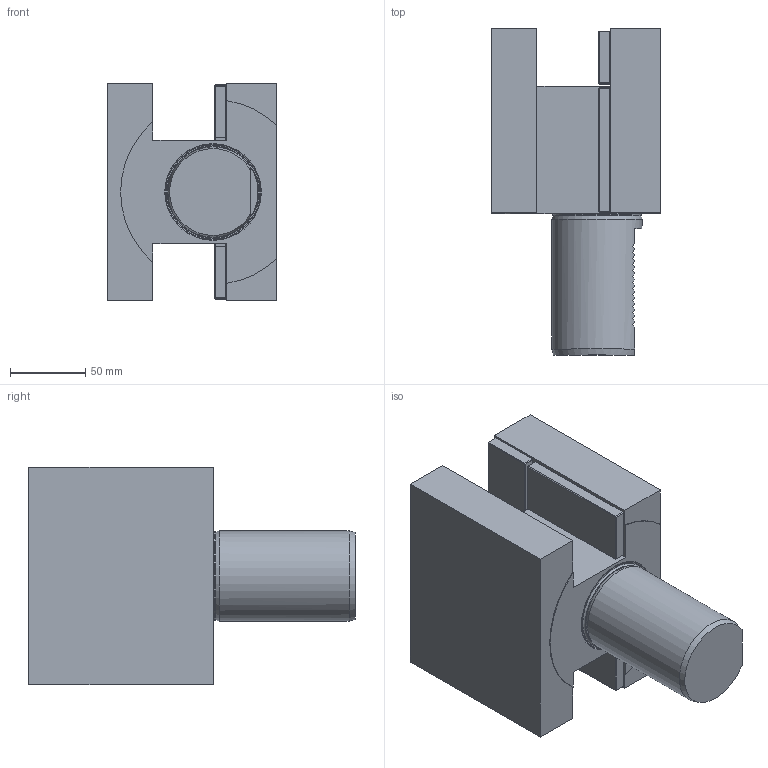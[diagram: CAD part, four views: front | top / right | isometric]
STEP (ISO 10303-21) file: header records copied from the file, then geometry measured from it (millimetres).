
FILE_DESCRIPTION (( 'STEP AP214' ), '1' );
FILE_NAME ('D160X40.STEP', '2025-06-30T09:50:40', ( '' ), ( '' ), 'SwSTEP 2.0', 'SolidWorks 2023', '' );
FILE_SCHEMA (( 'AUTOMOTIVE_DESIGN' ));
Length unit declared in the file: millimetre
Products named in the file (1): D160X40
Bounding box: 113 x 217 x 145 mm (x, y, z)
Volume: 1767160.7 mm3; surface area: 134053.9 mm2
Topology: 1 solids, 1 shells, 367 faces, 922 edges, 589 vertices
Faces by surface type: plane 277, cylinder 45, bspline 39, cone 3, torus 3
Full cylindrical faces by diameter (mm): 1.7 x1, 2.1 x1, 6.366 x1, 58.7 x1, 60 x1
Entity records: 15560 total; most frequent: CARTESIAN_POINT 5132, ORIENTED_EDGE 1822, DIRECTION 1474, EDGE_CURVE 911, VECTOR 678, LINE 678, VERTEX_POINT 588, EDGE_LOOP 409
